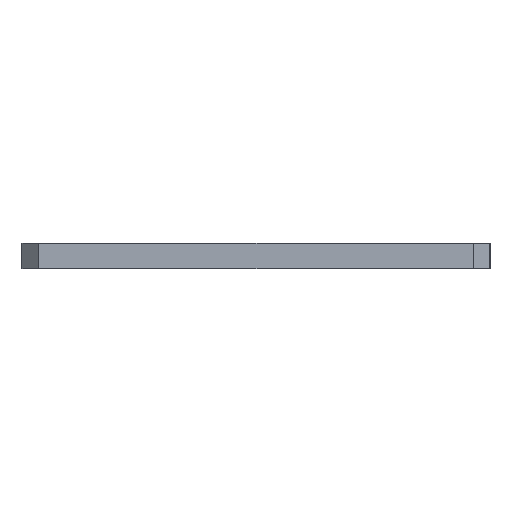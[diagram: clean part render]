
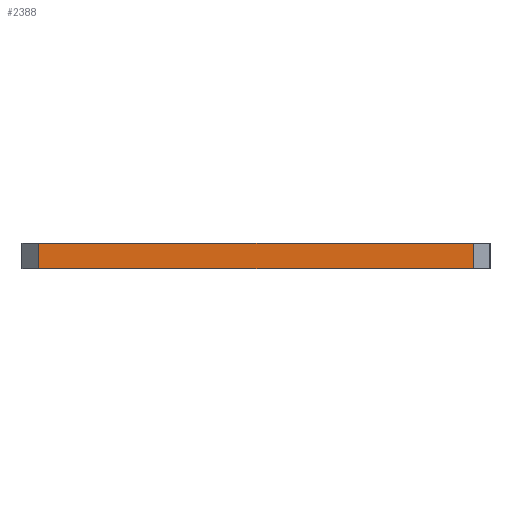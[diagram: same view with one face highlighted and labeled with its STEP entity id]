
A CAD part, left-side view. The second image highlights one B-rep face of the part: STEP entity #2388.
In plain terms, the highlighted planar face has unit normal (-1, 0, 0).
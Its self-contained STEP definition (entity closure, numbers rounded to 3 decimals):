
#164=FACE_OUTER_BOUND('',#324,.T.);
#324=EDGE_LOOP('',(#2031,#2032,#2033,#2034));
#368=LINE('',#3179,#678);
#477=LINE('',#3422,#787);
#577=LINE('',#3635,#887);
#579=LINE('',#3639,#889);
#678=VECTOR('',#2580,10.);
#787=VECTOR('',#2745,10.);
#887=VECTOR('',#2915,10.);
#889=VECTOR('',#2921,10.);
#988=VERTEX_POINT('',#3176);
#989=VERTEX_POINT('',#3178);
#1090=VERTEX_POINT('',#3410);
#1095=VERTEX_POINT('',#3420);
#1208=EDGE_CURVE('',#988,#989,#368,.F.);
#1328=EDGE_CURVE('',#1095,#1090,#477,.T.);
#1437=EDGE_CURVE('',#1090,#988,#577,.T.);
#1439=EDGE_CURVE('',#989,#1095,#579,.T.);
#2031=ORIENTED_EDGE('',*,*,#1437,.F.);
#2032=ORIENTED_EDGE('',*,*,#1328,.F.);
#2033=ORIENTED_EDGE('',*,*,#1439,.F.);
#2034=ORIENTED_EDGE('',*,*,#1208,.F.);
#2266=PLANE('',#2532);
#2388=ADVANCED_FACE('',(#164),#2266,.T.);
#2532=AXIS2_PLACEMENT_3D('',#3761,#3047,#3048);
#2580=DIRECTION('',(0.,1.,0.));
#2745=DIRECTION('',(0.,1.,0.));
#2915=DIRECTION('',(0.,0.,1.));
#2921=DIRECTION('',(0.,0.,-1.));
#3047=DIRECTION('center_axis',(-1.,0.,0.));
#3048=DIRECTION('ref_axis',(0.,-1.,0.));
#3176=CARTESIAN_POINT('',(134.956,0.545,2.409));
#3178=CARTESIAN_POINT('',(134.956,-50.852,2.409));
#3179=CARTESIAN_POINT('',(134.956,-17.396,2.409));
#3410=CARTESIAN_POINT('',(134.956,0.545,-0.591));
#3420=CARTESIAN_POINT('',(134.956,-50.852,-0.591));
#3422=CARTESIAN_POINT('',(134.956,-12.654,-0.591));
#3635=CARTESIAN_POINT('',(134.956,0.545,1.209));
#3639=CARTESIAN_POINT('',(134.956,-50.852,1.209));
#3761=CARTESIAN_POINT('Origin',(134.956,-0.155,1.209));
